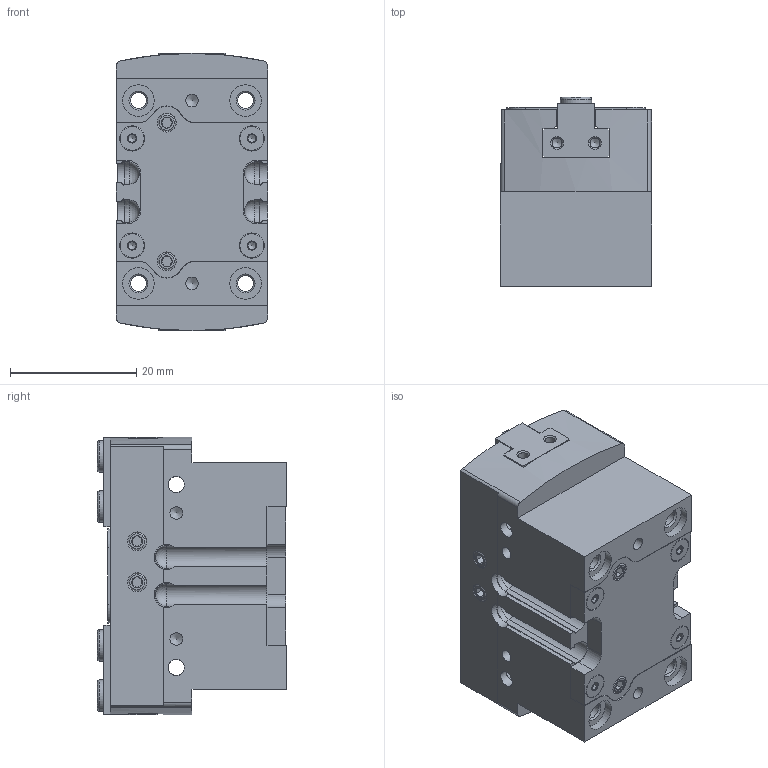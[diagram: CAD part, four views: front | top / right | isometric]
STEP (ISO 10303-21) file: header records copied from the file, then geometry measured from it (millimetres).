
FILE_DESCRIPTION(/* description */ ('STEP AP214'),/* implementation_level */ '2;1');
FILE_NAME(/* name */ '560195_HGPT-16-A-B-F',/* time_stamp */ '2024-08-29T07:13:28+02:00',/* author */ ('License CC BY-ND 4.0'),/* organization */ ('CADENAS'),/* preprocessor_version */ 'ST-DEVELOPER v19.3',/* originating_system */ 'PARTsolutions',/* authorisation */ ' ');
FILE_SCHEMA (('AUTOMOTIVE_DESIGN {1 0 10303 214 3 1 1}'));
Length unit declared in the file: millimetre
Products named in the file (5): 560195 HGPT-16-A-B-F---(0); 560195 HGPT-16-A-B-F---(0)G; BBAC16890 HGPT-16-A-B; 8146543 ZBH-5-B; DIN-913 - M3x3
Assembly tree (13 placements, depth 2):
  560195 HGPT-16-A-B-F---(0)
    560195 HGPT-16-A-B-F---(0)G
    BBAC16890 HGPT-16-A-B  x2
    8146543 ZBH-5-B  x4
    DIN-913 - M3x3  x6
Bounding box: 24 x 30 x 44 mm (x, y, z)
Volume: 23174.9 mm3; surface area: 12159.9 mm2
Topology: 13 solids, 13 shells, 576 faces, 1320 edges, 795 vertices
Faces by surface type: plane 302, cone 130, cylinder 126, torus 14, sphere 4
Full cylindrical faces by diameter (mm): 1.2 x2, 1.567 x4, 2 x4, 2.459 x14, 2.6 x8, 3 x6, 4 x4, 4.134 x2, 4.6 x10, 5 x10
Entity records: 14214 total; most frequent: CARTESIAN_POINT 2222, DIRECTION 2010, ORIENTED_EDGE 1752, EDGE_CURVE 876, AXIS2_PLACEMENT_3D 766, VERTEX_POINT 596, FACE_BOUND 586, EDGE_LOOP 570
